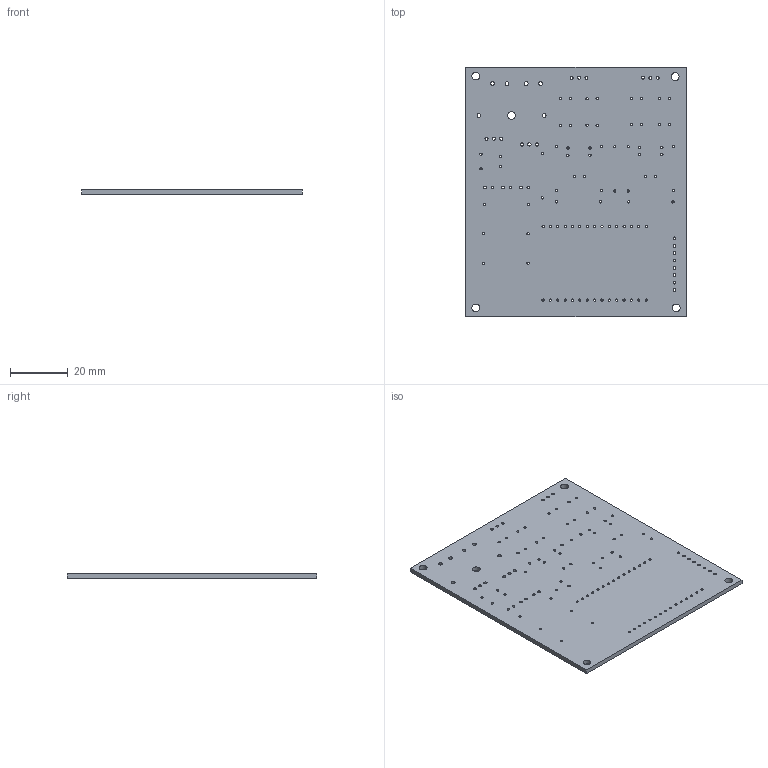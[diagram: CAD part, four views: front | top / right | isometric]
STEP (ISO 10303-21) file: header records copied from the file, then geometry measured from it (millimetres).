
FILE_DESCRIPTION(('KiCad electronic assembly'),'2;1');
FILE_NAME('ProtoBoardV1.step','2022-05-05T15:43:33',('Pcbnew'),('Kicad') ,'Open CASCADE STEP processor 7.6','KiCad to STEP converter','Unknown' );
FILE_SCHEMA(('AUTOMOTIVE_DESIGN { 1 0 10303 214 1 1 1 1 }'));
Length unit declared in the file: millimetre
Products named in the file (2): ProtoBoardV1 1; ProtoBoardV1 PCB
Assembly tree (1 placements, depth 2):
  ProtoBoardV1 1
    ProtoBoardV1 PCB
Bounding box: 76 x 86 x 1.6 mm (x, y, z)
Volume: 10300.9 mm3; surface area: 13964.3 mm2
Topology: 1 solids, 1 shells, 127 faces, 375 edges, 250 vertices
Faces by surface type: cylinder 121, plane 6
Full cylindrical faces by diameter (mm): 0.762 x30, 0.8 x54, 0.9 x6, 1 x14, 1.1 x6, 1.3 x6, 2.7 x5
Entity records: 9797 total; most frequent: DIRECTION 1625, CARTESIAN_POINT 1504, ORIENTED_EDGE 750, PCURVE 750, DEFINITIONAL_REPRESENTATION 750, LINE 641, VECTOR 641, CIRCLE 484
